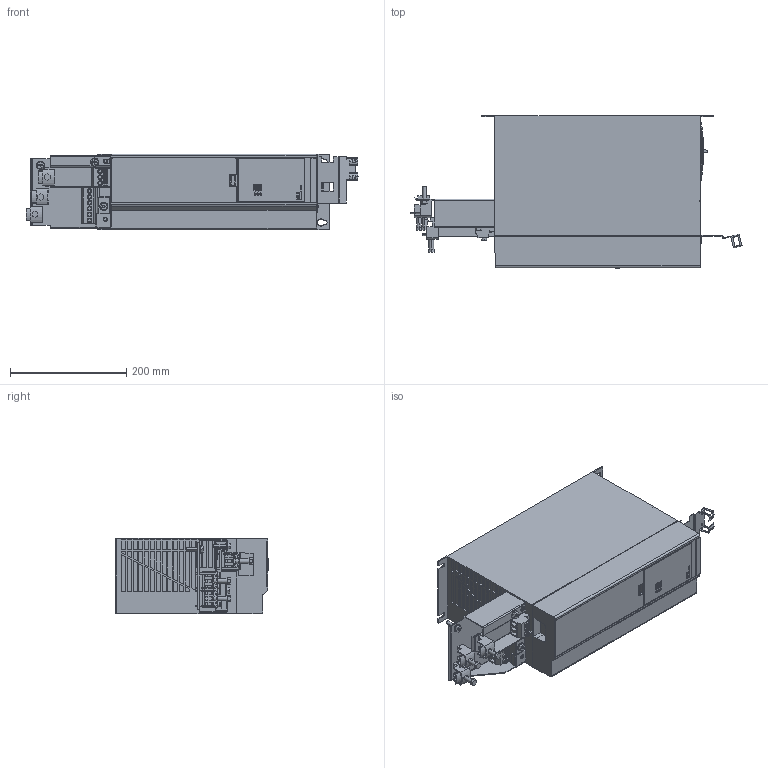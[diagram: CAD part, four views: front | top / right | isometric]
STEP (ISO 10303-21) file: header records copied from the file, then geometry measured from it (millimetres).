
FILE_DESCRIPTION((''),'2;1');
FILE_NAME('PRT0002','2022-11-15T08:49:20',('U265040'),('Danfoss Drives A/S'),'CREO PARAMETRIC BY PTC INC, 2019344','CREO PARAMETRIC BY PTC INC, 2019344','');
FILE_SCHEMA(('CONFIG_CONTROL_DESIGN','GEOMETRIC_VALIDATION_PROPERTIES_MIM'));
Products named in the file (1): PRT0002
Bounding box: 571.15 x 262.51 x 130 mm (x, y, z)
Surface area: 511615.3 mm2 (no closed solid volume)
Topology: 0 solids, 1 shells, 1597 faces, 4634 edges, 3121 vertices
Faces by surface type: plane 1159, cylinder 253, extrusion 125, cone 45, sphere 11, bspline 4
Entity records: 70572 total; most frequent: CARTESIAN_POINT 12299, ORIENTED_EDGE 9240, DIRECTION 7975, PRESENTATION_STYLE_ASSIGNMENT 4932, STYLED_ITEM 4637, CURVE_STYLE 4636, EDGE_CURVE 4628, VECTOR 3427
